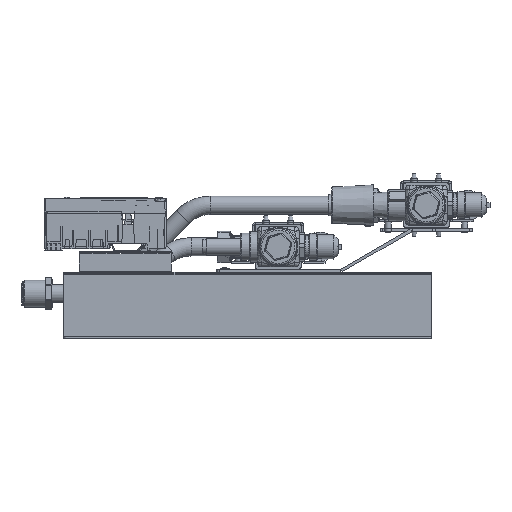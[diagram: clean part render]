
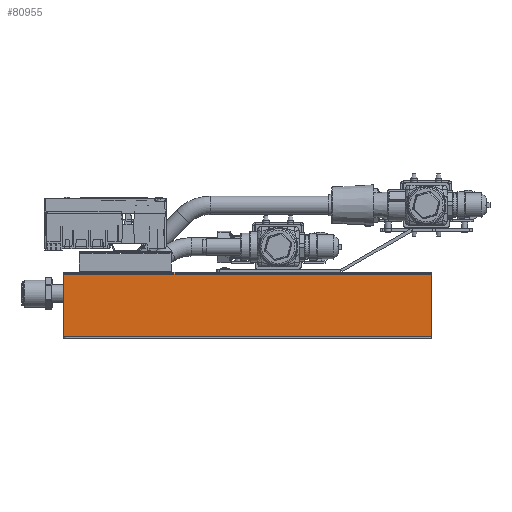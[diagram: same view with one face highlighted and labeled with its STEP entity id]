
A CAD part, left-side view. The second image highlights one B-rep face of the part: STEP entity #80955.
In plain terms, the highlighted planar face has unit normal (-1, 0, 0).
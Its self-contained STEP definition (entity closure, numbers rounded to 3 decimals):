
#4079 = ORIENTED_EDGE ( 'NONE', *, *, #194728, .F. ) ;
#4085 = DIRECTION ( 'NONE',  ( 0., 1., 0. ) ) ;
#4774 = EDGE_CURVE ( 'NONE', #176248, #187644, #27486, .T. ) ;
#5649 = CARTESIAN_POINT ( 'NONE',  ( -411.755, -360., 251.755 ) ) ;
#17624 = EDGE_CURVE ( 'NONE', #187644, #198533, #67491, .T. ) ;
#21088 = CARTESIAN_POINT ( 'NONE',  ( -411.755, -360., 251.755 ) ) ;
#27486 = LINE ( 'NONE', #187804, #121972 ) ;
#32146 = AXIS2_PLACEMENT_3D ( 'NONE', #5649, #134097, #66222 ) ;
#33924 = LINE ( 'NONE', #21088, #174404 ) ;
#36473 = FACE_OUTER_BOUND ( 'NONE', #56224, .T. ) ;
#44507 = DIRECTION ( 'NONE',  ( 0., 1., 0. ) ) ;
#50625 = CARTESIAN_POINT ( 'NONE',  ( -411.755, -360., 249.768 ) ) ;
#56224 = EDGE_LOOP ( 'NONE', ( #173021, #4079, #164409, #137822 ) ) ;
#57307 = VECTOR ( 'NONE', #198085, 1000. ) ;
#66222 = DIRECTION ( 'NONE',  ( 0., 0., -1. ) ) ;
#67491 = LINE ( 'NONE', #68544, #57307 ) ;
#68544 = CARTESIAN_POINT ( 'NONE',  ( -411.755, 0., 251.755 ) ) ;
#80955 = ADVANCED_FACE ( 'NONE', ( #36473 ), #163944, .F. ) ;
#84607 = LINE ( 'NONE', #149465, #110044 ) ;
#99708 = DIRECTION ( 'NONE',  ( 0., 0., -1. ) ) ;
#110044 = VECTOR ( 'NONE', #4085, 1000. ) ;
#115364 = CARTESIAN_POINT ( 'NONE',  ( -411.755, 0., 249.768 ) ) ;
#121972 = VECTOR ( 'NONE', #44507, 1000. ) ;
#134097 = DIRECTION ( 'NONE',  ( 1., 0., 0. ) ) ;
#137822 = ORIENTED_EDGE ( 'NONE', *, *, #4774, .T. ) ;
#144845 = CARTESIAN_POINT ( 'NONE',  ( -411.755, 0., 188.991 ) ) ;
#149465 = CARTESIAN_POINT ( 'NONE',  ( -411.755, -360., 188.991 ) ) ;
#153094 = VERTEX_POINT ( 'NONE', #181970 ) ;
#163944 = PLANE ( 'NONE',  #32146 ) ;
#164409 = ORIENTED_EDGE ( 'NONE', *, *, #202859, .F. ) ;
#173021 = ORIENTED_EDGE ( 'NONE', *, *, #17624, .T. ) ;
#174404 = VECTOR ( 'NONE', #99708, 1000. ) ;
#176248 = VERTEX_POINT ( 'NONE', #50625 ) ;
#181970 = CARTESIAN_POINT ( 'NONE',  ( -411.755, -360., 188.991 ) ) ;
#187644 = VERTEX_POINT ( 'NONE', #115364 ) ;
#187804 = CARTESIAN_POINT ( 'NONE',  ( -411.755, -360., 249.768 ) ) ;
#194728 = EDGE_CURVE ( 'NONE', #153094, #198533, #84607, .T. ) ;
#198085 = DIRECTION ( 'NONE',  ( 0., 0., -1. ) ) ;
#198533 = VERTEX_POINT ( 'NONE', #144845 ) ;
#202859 = EDGE_CURVE ( 'NONE', #176248, #153094, #33924, .T. ) ;
